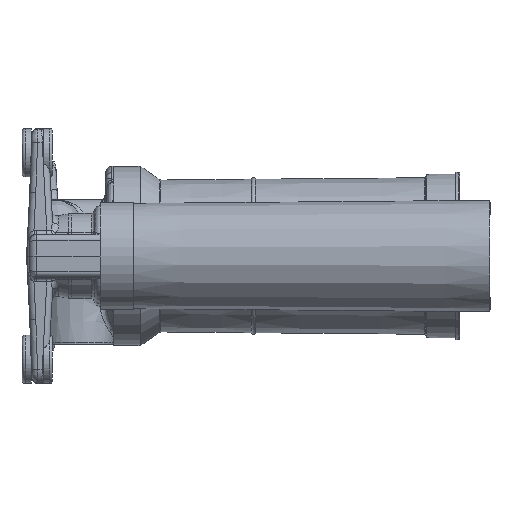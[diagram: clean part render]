
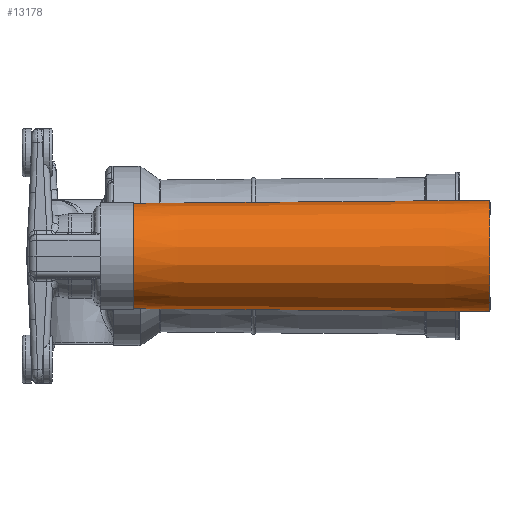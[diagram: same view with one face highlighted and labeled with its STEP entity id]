
A CAD part, front view. The second image highlights one B-rep face of the part: STEP entity #13178.
In plain terms, the highlighted conical face has half-angle 0.5 degrees and reference radius 17.2 mm.
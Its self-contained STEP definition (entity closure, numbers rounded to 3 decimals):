
#2311=CONICAL_SURFACE('',#19678,17.2,0.009);
#3010=ORIENTED_EDGE('',*,*,#6861,.T.);
#3011=ORIENTED_EDGE('',*,*,#6863,.T.);
#6861=EDGE_CURVE('',#8837,#8837,#10149,.T.);
#6863=EDGE_CURVE('',#8839,#8839,#10151,.T.);
#8837=VERTEX_POINT('',#25350);
#8839=VERTEX_POINT('',#25357);
#10149=CIRCLE('',#19672,17.296);
#10151=CIRCLE('',#19677,18.318);
#10893=EDGE_LOOP('',(#3010));
#10894=EDGE_LOOP('',(#3011));
#11928=FACE_BOUND('',#10893,.T.);
#11929=FACE_BOUND('',#10894,.T.);
#13178=ADVANCED_FACE('',(#11928,#11929),#2311,.T.);
#19672=AXIS2_PLACEMENT_3D('',#25349,#21493,#21494);
#19677=AXIS2_PLACEMENT_3D('',#25356,#21503,#21504);
#19678=AXIS2_PLACEMENT_3D('',#25358,#21505,#21506);
#21493=DIRECTION('',(1.,0.,0.));
#21494=DIRECTION('',(0.,0.,1.));
#21503=DIRECTION('',(-1.,0.,0.));
#21504=DIRECTION('',(0.,0.,-1.));
#21505=DIRECTION('',(1.,0.,0.));
#21506=DIRECTION('',(0.,0.,1.));
#25349=CARTESIAN_POINT('',(20.8,-110.,0.));
#25350=CARTESIAN_POINT('',(20.8,-110.,17.296));
#25356=CARTESIAN_POINT('',(137.846,-110.,0.));
#25357=CARTESIAN_POINT('',(137.846,-110.,-18.318));
#25358=CARTESIAN_POINT('',(9.75,-110.,0.));
